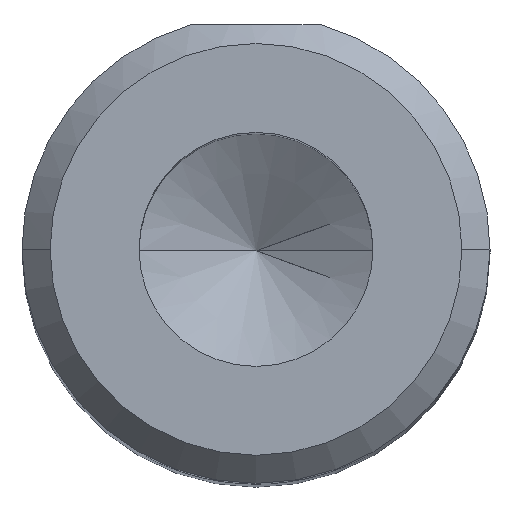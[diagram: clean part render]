
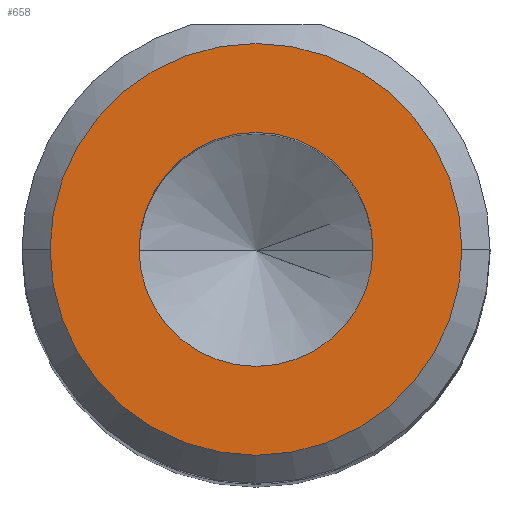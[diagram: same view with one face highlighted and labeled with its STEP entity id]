
A CAD part, top view. The second image highlights one B-rep face of the part: STEP entity #658.
In plain terms, the highlighted planar face has unit normal (0, 0, 1).
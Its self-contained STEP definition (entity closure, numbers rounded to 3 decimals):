
#6 = CARTESIAN_POINT ( 'NONE',  ( 0., 0., 12.5 ) ) ;
#55 = CARTESIAN_POINT ( 'NONE',  ( 2.2, 0., 12.5 ) ) ;
#86 = AXIS2_PLACEMENT_3D ( 'NONE', #459, #1099, #554 ) ;
#130 = DIRECTION ( 'NONE',  ( 0., 0., 1. ) ) ;
#140 = AXIS2_PLACEMENT_3D ( 'NONE', #244, #892, #338 ) ;
#146 = DIRECTION ( 'NONE',  ( 0., 0., 1. ) ) ;
#154 = DIRECTION ( 'NONE',  ( 0., 0., 1. ) ) ;
#176 = AXIS2_PLACEMENT_3D ( 'NONE', #714, #146, #798 ) ;
#244 = CARTESIAN_POINT ( 'NONE',  ( 0., 0., 12.5 ) ) ;
#331 = AXIS2_PLACEMENT_3D ( 'NONE', #720, #154, #804 ) ;
#338 = DIRECTION ( 'NONE',  ( 1., 0., 0. ) ) ;
#352 = AXIS2_PLACEMENT_3D ( 'NONE', #6, #130, #785 ) ;
#395 = ORIENTED_EDGE ( 'NONE', *, *, #1208, .T. ) ;
#414 = CARTESIAN_POINT ( 'NONE',  ( -1.25, 0., 12.5 ) ) ;
#459 = CARTESIAN_POINT ( 'NONE',  ( 0., 0., 12.5 ) ) ;
#519 = PLANE ( 'NONE',  #352 ) ;
#522 = CARTESIAN_POINT ( 'NONE',  ( 1.25, 0., 12.5 ) ) ;
#525 = VERTEX_POINT ( 'NONE', #414 ) ;
#554 = DIRECTION ( 'NONE',  ( 1., 0., 0. ) ) ;
#589 = ORIENTED_EDGE ( 'NONE', *, *, #949, .F. ) ;
#640 = EDGE_LOOP ( 'NONE', ( #1166, #589 ) ) ;
#658 = ADVANCED_FACE ( 'NONE', ( #913, #938 ), #519, .T. ) ;
#685 = CIRCLE ( 'NONE', #176, 2.2 ) ;
#714 = CARTESIAN_POINT ( 'NONE',  ( 0., 0., 12.5 ) ) ;
#720 = CARTESIAN_POINT ( 'NONE',  ( 0., 0., 12.5 ) ) ;
#727 = VERTEX_POINT ( 'NONE', #522 ) ;
#733 = CIRCLE ( 'NONE', #140, 2.2 ) ;
#772 = VERTEX_POINT ( 'NONE', #975 ) ;
#778 = CIRCLE ( 'NONE', #86, 1.25 ) ;
#785 = DIRECTION ( 'NONE',  ( 1., 0., 0. ) ) ;
#798 = DIRECTION ( 'NONE',  ( 1., 0., 0. ) ) ;
#804 = DIRECTION ( 'NONE',  ( 1., 0., 0. ) ) ;
#851 = CIRCLE ( 'NONE', #331, 1.25 ) ;
#859 = ORIENTED_EDGE ( 'NONE', *, *, #875, .T. ) ;
#875 = EDGE_CURVE ( 'NONE', #987, #772, #685, .T. ) ;
#892 = DIRECTION ( 'NONE',  ( 0., 0., 1. ) ) ;
#913 = FACE_OUTER_BOUND ( 'NONE', #1192, .T. ) ;
#938 = FACE_BOUND ( 'NONE', #640, .T. ) ;
#949 = EDGE_CURVE ( 'NONE', #525, #727, #778, .T. ) ;
#975 = CARTESIAN_POINT ( 'NONE',  ( -2.2, 0., 12.5 ) ) ;
#987 = VERTEX_POINT ( 'NONE', #55 ) ;
#1099 = DIRECTION ( 'NONE',  ( 0., 0., 1. ) ) ;
#1166 = ORIENTED_EDGE ( 'NONE', *, *, #1221, .F. ) ;
#1192 = EDGE_LOOP ( 'NONE', ( #395, #859 ) ) ;
#1208 = EDGE_CURVE ( 'NONE', #772, #987, #733, .T. ) ;
#1221 = EDGE_CURVE ( 'NONE', #727, #525, #851, .T. ) ;
